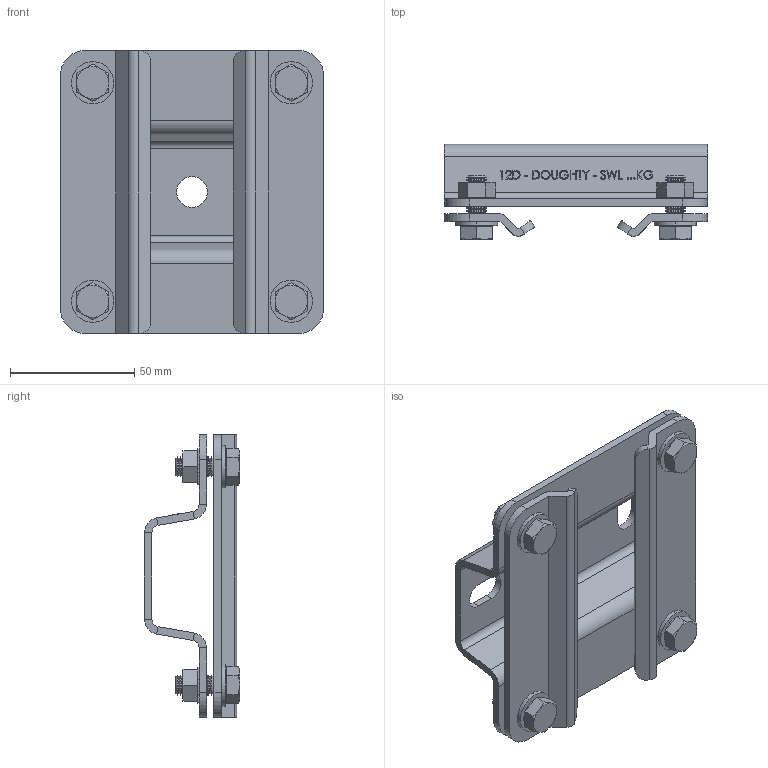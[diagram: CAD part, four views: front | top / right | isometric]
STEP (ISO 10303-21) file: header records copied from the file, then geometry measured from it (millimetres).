
FILE_DESCRIPTION (( 'STEP AP203' ), '1' );
FILE_NAME ('T85120.STEP', '2018-09-24T09:13:37', ( '' ), ( '' ), 'SwSTEP 2.0', 'SolidWorks 2016', '' );
FILE_SCHEMA (( 'CONFIG_CONTROL_DESIGN' ));
Length unit declared in the file: millimetre
Products named in the file (6): TH1673; TH2478; T85120; Hex Screw GradeC_Doughty Fastners_ISO 4018 - M8 x 20-WS; F936; A Washer_Bright washer BS 4320 - M8 (Form A)
Assembly tree (15 placements, depth 2):
  T85120
    TH2478
    TH1673  x2
    A Washer_Bright washer BS 4320 - M8 (Form A)  x4
    F936  x4
    Hex Screw GradeC_Doughty Fastners_ISO 4018 - M8 x 20-WS  x4
Bounding box: 106 x 38.27 x 114 mm (x, y, z)
Volume: 79871.6 mm3; surface area: 60255.1 mm2
Topology: 15 solids, 15 shells, 1211 faces, 3150 edges, 1996 vertices
Faces by surface type: cylinder 479, plane 380, cone 272, bspline 80
Entity records: 21303 total; most frequent: CARTESIAN_POINT 7854, ORIENTED_EDGE 2694, DIRECTION 2503, EDGE_CURVE 1347, AXIS2_PLACEMENT_3D 873, VERTEX_POINT 864, LINE 757, VECTOR 757
